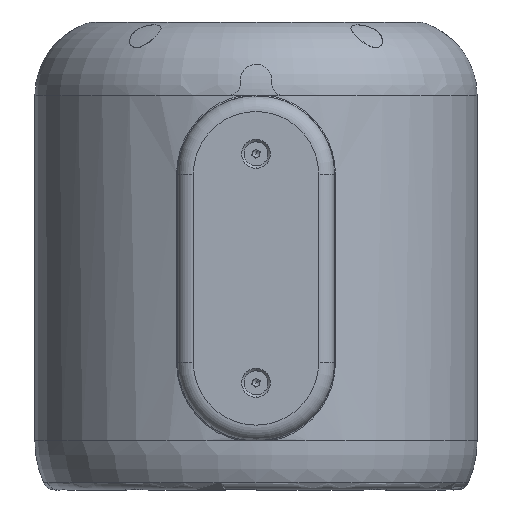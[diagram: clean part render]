
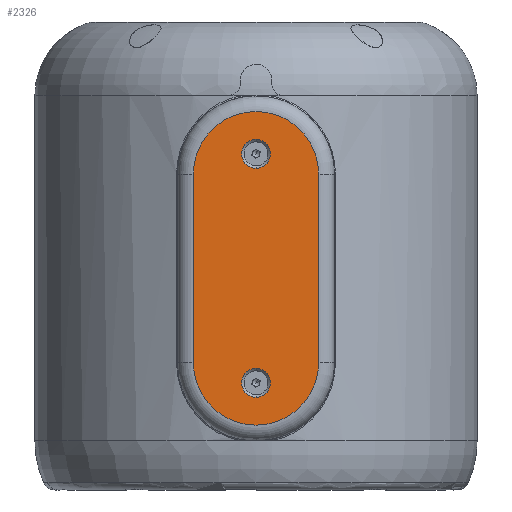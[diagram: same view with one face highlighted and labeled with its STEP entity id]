
A CAD part, front view. The second image highlights one B-rep face of the part: STEP entity #2326.
In plain terms, the highlighted planar face has unit normal (0, -1, 0).
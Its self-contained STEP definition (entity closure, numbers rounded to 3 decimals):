
#25 = CARTESIAN_POINT ( 'NONE',  ( 87.039, 17.685, 170.956 ) ) ;
#141 = DIRECTION ( 'NONE',  ( 0., -1., 0. ) ) ;
#280 = LINE ( 'NONE', #8125, #1497 ) ;
#641 = DIRECTION ( 'NONE',  ( 0., -1., 0. ) ) ;
#676 = FACE_OUTER_BOUND ( 'NONE', #20971, .T. ) ;
#801 = FACE_BOUND ( 'NONE', #16476, .T. ) ;
#1304 = CIRCLE ( 'NONE', #11690, 20. ) ;
#1497 = VECTOR ( 'NONE', #11489, 1000. ) ;
#1505 = CIRCLE ( 'NONE', #10001, 20. ) ;
#2000 = CARTESIAN_POINT ( 'NONE',  ( 87.039, 17.685, 104.456 ) ) ;
#2326 = ADVANCED_FACE ( 'NONE', ( #801, #17306, #676 ), #12019, .T. ) ;
#2878 = DIRECTION ( 'NONE',  ( 0., -1., 0. ) ) ;
#3694 = CARTESIAN_POINT ( 'NONE',  ( 107.039, 17.685, 104.456 ) ) ;
#3879 = ORIENTED_EDGE ( 'NONE', *, *, #10110, .T. ) ;
#4440 = AXIS2_PLACEMENT_3D ( 'NONE', #25, #141, #12794 ) ;
#4526 = DIRECTION ( 'NONE',  ( 0., -1., 0. ) ) ;
#4570 = CARTESIAN_POINT ( 'NONE',  ( 107.039, 17.685, 134.456 ) ) ;
#4785 = ORIENTED_EDGE ( 'NONE', *, *, #21210, .T. ) ;
#5072 = ORIENTED_EDGE ( 'NONE', *, *, #5321, .F. ) ;
#5321 = EDGE_CURVE ( 'NONE', #6714, #16043, #8598, .T. ) ;
#5905 = VERTEX_POINT ( 'NONE', #10455 ) ;
#6294 = EDGE_CURVE ( 'NONE', #5905, #21351, #1304, .T. ) ;
#6305 = CARTESIAN_POINT ( 'NONE',  ( 67.039, 17.685, 164.456 ) ) ;
#6309 = DIRECTION ( 'NONE',  ( 0., 0., 1. ) ) ;
#6359 = DIRECTION ( 'NONE',  ( -1., 0., 0. ) ) ;
#6565 = EDGE_CURVE ( 'NONE', #16043, #6714, #17468, .T. ) ;
#6714 = VERTEX_POINT ( 'NONE', #22417 ) ;
#6850 = DIRECTION ( 'NONE',  ( 0., -1., 0. ) ) ;
#7205 = VECTOR ( 'NONE', #13917, 1000. ) ;
#7383 = CARTESIAN_POINT ( 'NONE',  ( 87.039, 17.685, 170.956 ) ) ;
#8125 = CARTESIAN_POINT ( 'NONE',  ( 67.039, 17.685, 134.456 ) ) ;
#8161 = LINE ( 'NONE', #4570, #7205 ) ;
#8598 = CIRCLE ( 'NONE', #11691, 4.59 ) ;
#8980 = ORIENTED_EDGE ( 'NONE', *, *, #6294, .T. ) ;
#9080 = ORIENTED_EDGE ( 'NONE', *, *, #19356, .F. ) ;
#10001 = AXIS2_PLACEMENT_3D ( 'NONE', #15330, #641, #17020 ) ;
#10110 = EDGE_CURVE ( 'NONE', #12396, #5905, #280, .T. ) ;
#10455 = CARTESIAN_POINT ( 'NONE',  ( 67.039, 17.685, 104.456 ) ) ;
#10875 = EDGE_LOOP ( 'NONE', ( #9080, #16795 ) ) ;
#11364 = VERTEX_POINT ( 'NONE', #23361 ) ;
#11474 = ORIENTED_EDGE ( 'NONE', *, *, #23781, .T. ) ;
#11489 = DIRECTION ( 'NONE',  ( 0., 0., -1. ) ) ;
#11690 = AXIS2_PLACEMENT_3D ( 'NONE', #2000, #14856, #12949 ) ;
#11691 = AXIS2_PLACEMENT_3D ( 'NONE', #7383, #22284, #16615 ) ;
#11780 = CARTESIAN_POINT ( 'NONE',  ( 87.039, 17.685, 134.456 ) ) ;
#12019 = PLANE ( 'NONE',  #15783 ) ;
#12175 = CARTESIAN_POINT ( 'NONE',  ( 87.039, 17.685, 102.546 ) ) ;
#12396 = VERTEX_POINT ( 'NONE', #6305 ) ;
#12794 = DIRECTION ( 'NONE',  ( 0., 0., 1. ) ) ;
#12949 = DIRECTION ( 'NONE',  ( -1., 0., 0. ) ) ;
#13566 = VERTEX_POINT ( 'NONE', #12175 ) ;
#13583 = CIRCLE ( 'NONE', #18973, 4.59 ) ;
#13687 = CIRCLE ( 'NONE', #14824, 4.59 ) ;
#13917 = DIRECTION ( 'NONE',  ( 0., 0., 1. ) ) ;
#14424 = CARTESIAN_POINT ( 'NONE',  ( 87.039, 17.685, 97.956 ) ) ;
#14824 = AXIS2_PLACEMENT_3D ( 'NONE', #14424, #6850, #16216 ) ;
#14856 = DIRECTION ( 'NONE',  ( 0., -1., 0. ) ) ;
#15330 = CARTESIAN_POINT ( 'NONE',  ( 87.039, 17.685, 164.456 ) ) ;
#15783 = AXIS2_PLACEMENT_3D ( 'NONE', #11780, #2878, #6359 ) ;
#16043 = VERTEX_POINT ( 'NONE', #22640 ) ;
#16216 = DIRECTION ( 'NONE',  ( 0., 0., 1. ) ) ;
#16476 = EDGE_LOOP ( 'NONE', ( #21382, #5072 ) ) ;
#16615 = DIRECTION ( 'NONE',  ( 0., 0., 1. ) ) ;
#16795 = ORIENTED_EDGE ( 'NONE', *, *, #18041, .F. ) ;
#17020 = DIRECTION ( 'NONE',  ( -1., 0., 0. ) ) ;
#17306 = FACE_BOUND ( 'NONE', #10875, .T. ) ;
#17468 = CIRCLE ( 'NONE', #4440, 4.59 ) ;
#18041 = EDGE_CURVE ( 'NONE', #20886, #13566, #13583, .T. ) ;
#18973 = AXIS2_PLACEMENT_3D ( 'NONE', #22905, #4526, #6309 ) ;
#19356 = EDGE_CURVE ( 'NONE', #13566, #20886, #13687, .T. ) ;
#20212 = CARTESIAN_POINT ( 'NONE',  ( 87.039, 17.685, 93.366 ) ) ;
#20886 = VERTEX_POINT ( 'NONE', #20212 ) ;
#20971 = EDGE_LOOP ( 'NONE', ( #4785, #11474, #3879, #8980 ) ) ;
#21210 = EDGE_CURVE ( 'NONE', #21351, #11364, #8161, .T. ) ;
#21351 = VERTEX_POINT ( 'NONE', #3694 ) ;
#21382 = ORIENTED_EDGE ( 'NONE', *, *, #6565, .F. ) ;
#22284 = DIRECTION ( 'NONE',  ( 0., -1., 0. ) ) ;
#22417 = CARTESIAN_POINT ( 'NONE',  ( 87.039, 17.685, 166.366 ) ) ;
#22640 = CARTESIAN_POINT ( 'NONE',  ( 87.039, 17.685, 175.546 ) ) ;
#22905 = CARTESIAN_POINT ( 'NONE',  ( 87.039, 17.685, 97.956 ) ) ;
#23361 = CARTESIAN_POINT ( 'NONE',  ( 107.039, 17.685, 164.456 ) ) ;
#23781 = EDGE_CURVE ( 'NONE', #11364, #12396, #1505, .T. ) ;
